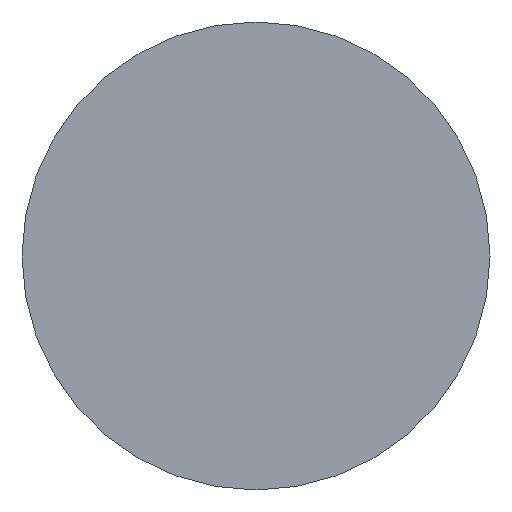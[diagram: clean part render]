
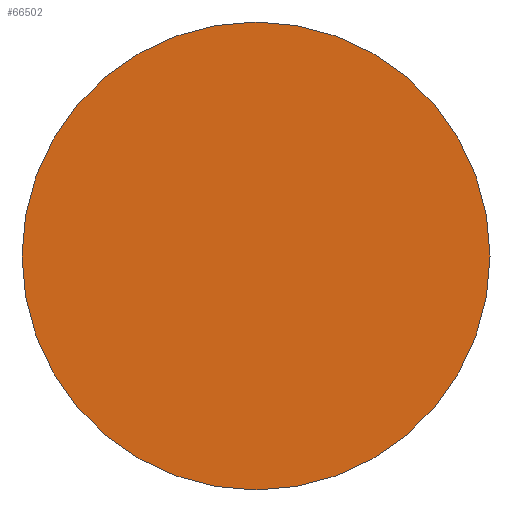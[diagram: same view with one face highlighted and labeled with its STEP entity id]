
A CAD part, top view. The second image highlights one B-rep face of the part: STEP entity #66502.
In plain terms, the highlighted planar face has unit normal (0, 0, 1).
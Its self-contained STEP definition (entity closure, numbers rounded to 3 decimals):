
#2400 = PLANE ( 'NONE',  #6560 ) ;
#6560 = AXIS2_PLACEMENT_3D ( 'NONE', #49090, #34956, #40989 ) ;
#20282 = CARTESIAN_POINT ( 'NONE',  ( 59.278, -18.415, 140.239 ) ) ;
#22930 = FACE_OUTER_BOUND ( 'NONE', #41897, .T. ) ;
#25657 = CIRCLE ( 'NONE', #44806, 40.736 ) ;
#25856 = EDGE_CURVE ( 'NONE', #27118, #27118, #25657, .T. ) ;
#25939 = DIRECTION ( 'NONE',  ( 1., 0., 0. ) ) ;
#27118 = VERTEX_POINT ( 'NONE', #20282 ) ;
#31497 = DIRECTION ( 'NONE',  ( 0., 0., 1. ) ) ;
#34956 = DIRECTION ( 'NONE',  ( 0., 0., -1. ) ) ;
#40989 = DIRECTION ( 'NONE',  ( -1., 0., 0. ) ) ;
#41897 = EDGE_LOOP ( 'NONE', ( #45521 ) ) ;
#44806 = AXIS2_PLACEMENT_3D ( 'NONE', #71757, #31497, #25939 ) ;
#45521 = ORIENTED_EDGE ( 'NONE', *, *, #25856, .T. ) ;
#49090 = CARTESIAN_POINT ( 'NONE',  ( 18.542, 22.321, 140.239 ) ) ;
#66502 = ADVANCED_FACE ( 'NONE', ( #22930 ), #2400, .F. ) ;
#71757 = CARTESIAN_POINT ( 'NONE',  ( 18.542, -18.415, 140.239 ) ) ;
